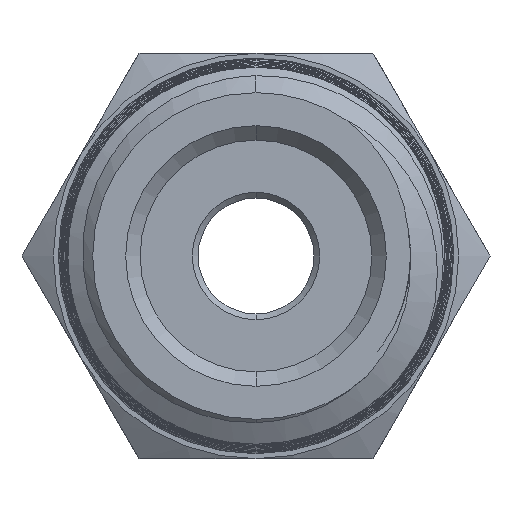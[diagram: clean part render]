
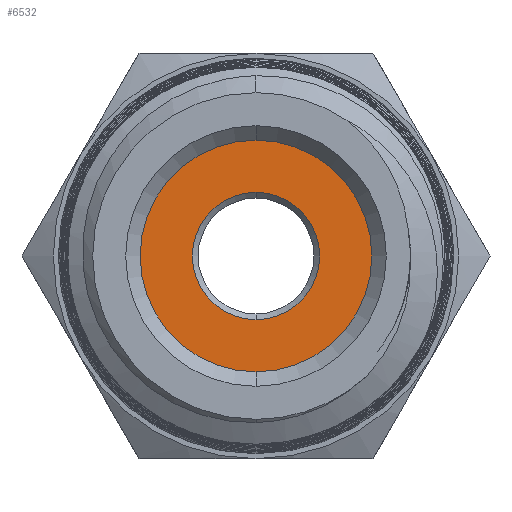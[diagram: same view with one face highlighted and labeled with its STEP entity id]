
A CAD part, front view. The second image highlights one B-rep face of the part: STEP entity #6532.
In plain terms, the highlighted planar face has unit normal (0, -1, 0).
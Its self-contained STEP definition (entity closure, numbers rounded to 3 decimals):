
#249 = AXIS2_PLACEMENT_3D ( 'NONE', #4328, #1075, #4881 ) ;
#382 = DIRECTION ( 'NONE',  ( 0., 0., -1. ) ) ;
#660 = DIRECTION ( 'NONE',  ( 0., -1., 0. ) ) ;
#736 = DIRECTION ( 'NONE',  ( 0., 1., 0. ) ) ;
#1075 = DIRECTION ( 'NONE',  ( 0., -1., 0. ) ) ;
#1237 = ORIENTED_EDGE ( 'NONE', *, *, #5832, .T. ) ;
#1258 = AXIS2_PLACEMENT_3D ( 'NONE', #6910, #3648, #382 ) ;
#1384 = ORIENTED_EDGE ( 'NONE', *, *, #4241, .T. ) ;
#1409 = VERTEX_POINT ( 'NONE', #3701 ) ;
#2008 = ORIENTED_EDGE ( 'NONE', *, *, #6549, .T. ) ;
#2096 = VERTEX_POINT ( 'NONE', #3380 ) ;
#2907 = FACE_OUTER_BOUND ( 'NONE', #4908, .T. ) ;
#3254 = DIRECTION ( 'NONE',  ( 0., 1., 0. ) ) ;
#3380 = CARTESIAN_POINT ( 'NONE',  ( 0., 15., -4. ) ) ;
#3399 = EDGE_CURVE ( 'NONE', #4019, #2096, #4727, .T. ) ;
#3648 = DIRECTION ( 'NONE',  ( 0., -1., 0. ) ) ;
#3671 = ORIENTED_EDGE ( 'NONE', *, *, #3399, .T. ) ;
#3674 = CIRCLE ( 'NONE', #6984, 2.2 ) ;
#3701 = CARTESIAN_POINT ( 'NONE',  ( 0., 15., 2.2 ) ) ;
#3919 = CARTESIAN_POINT ( 'NONE',  ( 0., 15., 0. ) ) ;
#3996 = CARTESIAN_POINT ( 'NONE',  ( 0., 15., 0. ) ) ;
#4019 = VERTEX_POINT ( 'NONE', #6045 ) ;
#4241 = EDGE_CURVE ( 'NONE', #2096, #4019, #6834, .T. ) ;
#4328 = CARTESIAN_POINT ( 'NONE',  ( 0., 15., 0. ) ) ;
#4355 = FACE_BOUND ( 'NONE', #4644, .T. ) ;
#4468 = DIRECTION ( 'NONE',  ( 0., 0., -1. ) ) ;
#4554 = DIRECTION ( 'NONE',  ( 0., 0., -1. ) ) ;
#4644 = EDGE_LOOP ( 'NONE', ( #1237, #2008 ) ) ;
#4727 = CIRCLE ( 'NONE', #6402, 4. ) ;
#4856 = CIRCLE ( 'NONE', #6079, 2.2 ) ;
#4881 = DIRECTION ( 'NONE',  ( 0., 0., -1. ) ) ;
#4908 = EDGE_LOOP ( 'NONE', ( #1384, #3671 ) ) ;
#5405 = PLANE ( 'NONE',  #249 ) ;
#5832 = EDGE_CURVE ( 'NONE', #6851, #1409, #4856, .T. ) ;
#6045 = CARTESIAN_POINT ( 'NONE',  ( 0., 15., 4. ) ) ;
#6079 = AXIS2_PLACEMENT_3D ( 'NONE', #3996, #736, #4554 ) ;
#6402 = AXIS2_PLACEMENT_3D ( 'NONE', #3919, #660, #4468 ) ;
#6524 = CARTESIAN_POINT ( 'NONE',  ( 0., 15., 0. ) ) ;
#6532 = ADVANCED_FACE ( 'NONE', ( #4355, #2907 ), #5405, .T. ) ;
#6549 = EDGE_CURVE ( 'NONE', #1409, #6851, #3674, .T. ) ;
#6698 = CARTESIAN_POINT ( 'NONE',  ( 0., 15., -2.2 ) ) ;
#6834 = CIRCLE ( 'NONE', #1258, 4. ) ;
#6851 = VERTEX_POINT ( 'NONE', #6698 ) ;
#6910 = CARTESIAN_POINT ( 'NONE',  ( 0., 15., 0. ) ) ;
#6984 = AXIS2_PLACEMENT_3D ( 'NONE', #6524, #3254, #7073 ) ;
#7073 = DIRECTION ( 'NONE',  ( 0., 0., -1. ) ) ;
